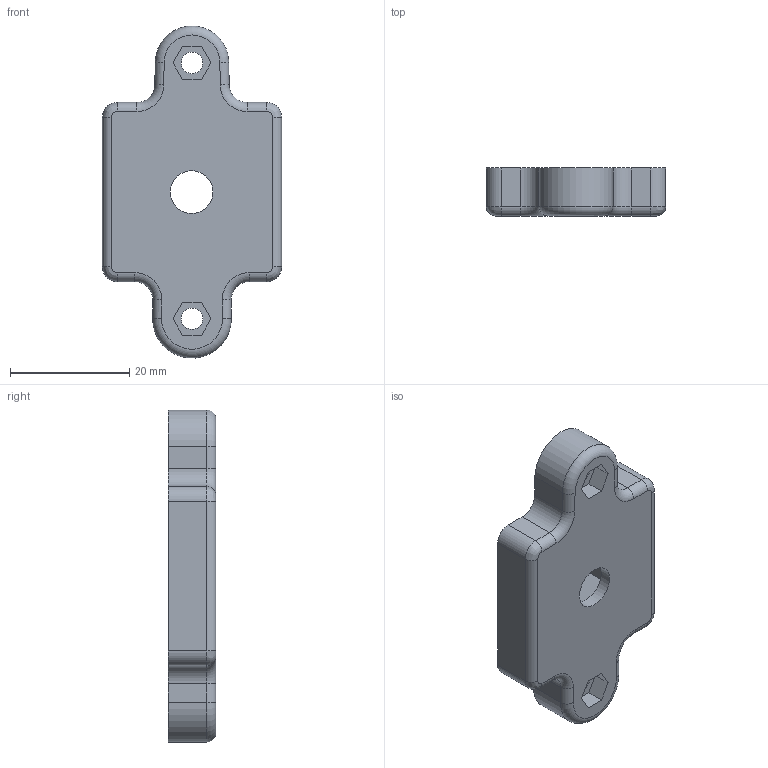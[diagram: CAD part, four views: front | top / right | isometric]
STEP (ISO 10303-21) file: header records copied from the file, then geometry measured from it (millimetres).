
FILE_DESCRIPTION(/* description */ (''),/* implementation_level */ '2;1');
FILE_NAME(/* name */ 'quarter-20 mount.step',/* time_stamp */ '2020-08-30T23:29:45-07:00',/* author */ (''),/* organization */ (''),/* preprocessor_version */ 'ST-DEVELOPER v18.1',/* originating_system */ 'Autodesk Translation Framework v9.3.0.1241',/* authorisation */ '');
FILE_SCHEMA (('AUTOMOTIVE_DESIGN { 1 0 10303 214 3 1 1 }'));
Length unit declared in the file: millimetre
Products named in the file (1): camra mount
Bounding box: 30 x 8 x 55.58 mm (x, y, z)
Volume: 8500.9 mm3; surface area: 3879.1 mm2
Topology: 1 solids, 1 shells, 66 faces, 163 edges, 102 vertices
Faces by surface type: plane 33, cylinder 23, torus 6, bspline 4
Full cylindrical faces by diameter (mm): 3.6 x2, 7.142 x1
Entity records: 2076 total; most frequent: CARTESIAN_POINT 442, DIRECTION 341, ORIENTED_EDGE 326, EDGE_CURVE 163, AXIS2_PLACEMENT_3D 117, LINE 107, VECTOR 107, VERTEX_POINT 102
